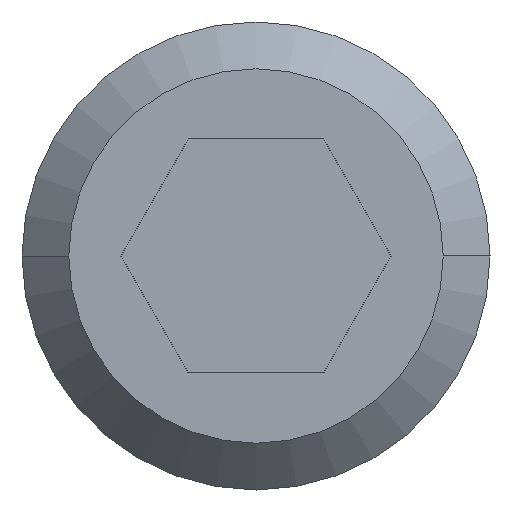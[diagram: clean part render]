
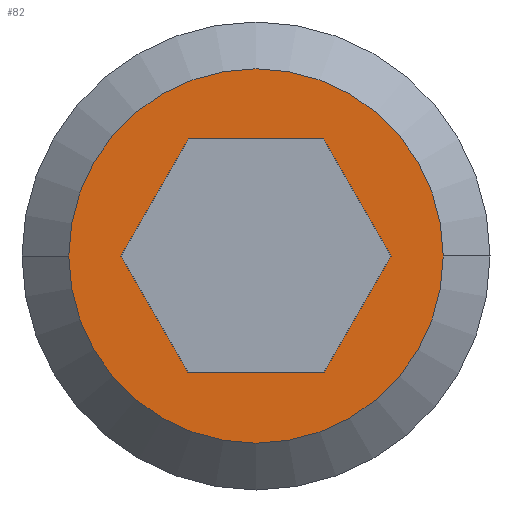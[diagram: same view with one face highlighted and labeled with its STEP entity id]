
A CAD part, left-side view. The second image highlights one B-rep face of the part: STEP entity #82.
In plain terms, the highlighted planar face has unit normal (-1, 0, 0).
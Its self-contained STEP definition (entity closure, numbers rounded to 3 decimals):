
#82 = ADVANCED_FACE( '', ( #111, #112 ), #113, .T. );
#111 = FACE_BOUND( '', #160, .T. );
#112 = FACE_OUTER_BOUND( '', #161, .T. );
#113 = PLANE( '', #162 );
#160 = EDGE_LOOP( '', ( #244, #245, #246, #247, #248, #249 ) );
#161 = EDGE_LOOP( '', ( #250, #251 ) );
#162 = AXIS2_PLACEMENT_3D( '', #252, #253, #254 );
#244 = ORIENTED_EDGE( '', *, *, #385, .T. );
#245 = ORIENTED_EDGE( '', *, *, #386, .T. );
#246 = ORIENTED_EDGE( '', *, *, #387, .T. );
#247 = ORIENTED_EDGE( '', *, *, #388, .T. );
#248 = ORIENTED_EDGE( '', *, *, #389, .T. );
#249 = ORIENTED_EDGE( '', *, *, #390, .T. );
#250 = ORIENTED_EDGE( '', *, *, #384, .T. );
#251 = ORIENTED_EDGE( '', *, *, #391, .T. );
#252 = CARTESIAN_POINT( '', ( 0., 1., 0. ) );
#253 = DIRECTION( '', ( -1., 0., 0. ) );
#254 = DIRECTION( '', ( 0., 1., 0. ) );
#384 = EDGE_CURVE( '', #474, #476, #478, .T. );
#385 = EDGE_CURVE( '', #479, #480, #481, .T. );
#386 = EDGE_CURVE( '', #480, #482, #483, .T. );
#387 = EDGE_CURVE( '', #482, #484, #485, .T. );
#388 = EDGE_CURVE( '', #484, #486, #487, .T. );
#389 = EDGE_CURVE( '', #486, #488, #489, .T. );
#390 = EDGE_CURVE( '', #488, #479, #490, .T. );
#391 = EDGE_CURVE( '', #476, #474, #491, .T. );
#474 = VERTEX_POINT( '', #564 );
#476 = VERTEX_POINT( '', #567 );
#478 = CIRCLE( '', #570, 2. );
#479 = VERTEX_POINT( '', #571 );
#480 = VERTEX_POINT( '', #572 );
#481 = LINE( '', #573, #574 );
#482 = VERTEX_POINT( '', #575 );
#483 = LINE( '', #576, #577 );
#484 = VERTEX_POINT( '', #578 );
#485 = LINE( '', #579, #580 );
#486 = VERTEX_POINT( '', #581 );
#487 = LINE( '', #582, #583 );
#488 = VERTEX_POINT( '', #584 );
#489 = LINE( '', #585, #586 );
#490 = LINE( '', #587, #588 );
#491 = CIRCLE( '', #589, 2. );
#564 = CARTESIAN_POINT( '', ( 0., 2., 0. ) );
#567 = CARTESIAN_POINT( '', ( 0., -2., 0. ) );
#570 = AXIS2_PLACEMENT_3D( '', #678, #679, #680 );
#571 = CARTESIAN_POINT( '', ( 0., 1.443, 0. ) );
#572 = CARTESIAN_POINT( '', ( 0., 0.722, 1.25 ) );
#573 = CARTESIAN_POINT( '', ( 0., 1.027, 0.721 ) );
#574 = VECTOR( '', #681, 1. );
#575 = CARTESIAN_POINT( '', ( 0., -0.722, 1.25 ) );
#576 = CARTESIAN_POINT( '', ( 0., 0.139, 1.25 ) );
#577 = VECTOR( '', #682, 1. );
#578 = CARTESIAN_POINT( '', ( 0., -1.443, 0. ) );
#579 = CARTESIAN_POINT( '', ( 0., -1.138, 0.529 ) );
#580 = VECTOR( '', #683, 1. );
#581 = CARTESIAN_POINT( '', ( 0., -0.722, -1.25 ) );
#582 = CARTESIAN_POINT( '', ( 0., -0.777, -1.154 ) );
#583 = VECTOR( '', #684, 1. );
#584 = CARTESIAN_POINT( '', ( 0., 0.722, -1.25 ) );
#585 = CARTESIAN_POINT( '', ( 0., 0.861, -1.25 ) );
#586 = VECTOR( '', #685, 1. );
#587 = CARTESIAN_POINT( '', ( 0., 1.388, -0.096 ) );
#588 = VECTOR( '', #686, 1. );
#589 = AXIS2_PLACEMENT_3D( '', #687, #688, #689 );
#678 = CARTESIAN_POINT( '', ( 0., 0., 0. ) );
#679 = DIRECTION( '', ( -1., 0., 0. ) );
#680 = DIRECTION( '', ( 0., 1., 0. ) );
#681 = DIRECTION( '', ( 0., -0.5, 0.866 ) );
#682 = DIRECTION( '', ( 0., -1., 0. ) );
#683 = DIRECTION( '', ( 0., -0.5, -0.866 ) );
#684 = DIRECTION( '', ( 0., 0.5, -0.866 ) );
#685 = DIRECTION( '', ( 0., 1., 0. ) );
#686 = DIRECTION( '', ( 0., 0.5, 0.866 ) );
#687 = CARTESIAN_POINT( '', ( 0., 0., 0. ) );
#688 = DIRECTION( '', ( -1., 0., 0. ) );
#689 = DIRECTION( '', ( 0., 1., 0. ) );
